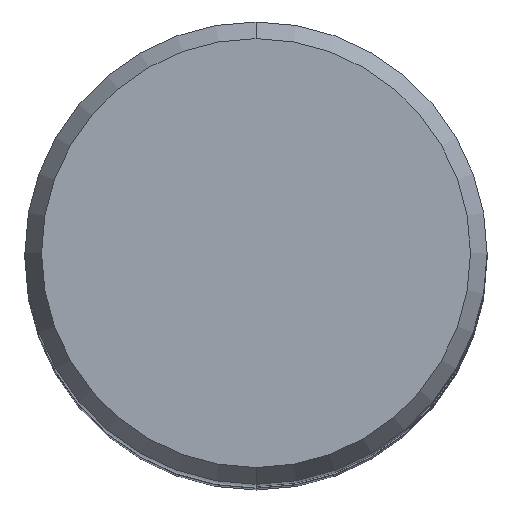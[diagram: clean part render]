
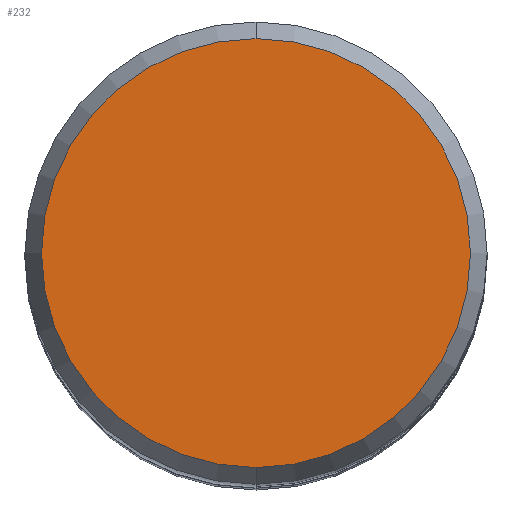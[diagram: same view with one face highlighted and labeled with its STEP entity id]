
A CAD part, top view. The second image highlights one B-rep face of the part: STEP entity #232.
In plain terms, the highlighted planar face has unit normal (0, 0, 1).
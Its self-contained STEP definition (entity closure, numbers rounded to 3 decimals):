
#194=VERTEX_POINT('',#379);
#198=EDGE_CURVE('',#246,#194,#383,.T.);
#232=ADVANCED_FACE('',(#423),#424,.T.);
#246=VERTEX_POINT('',#440);
#256=EDGE_CURVE('',#194,#246,#451,.T.);
#379=CARTESIAN_POINT('',(0.,-8.837,0.01));
#383=CIRCLE('',#597,8.837);
#423=FACE_OUTER_BOUND('',#644,.T.);
#424=PLANE('',#645);
#440=CARTESIAN_POINT('',(0.0,8.837,0.01));
#451=CIRCLE('',#682,8.837);
#597=AXIS2_PLACEMENT_3D('',#804,#805,#806);
#644=EDGE_LOOP('',(#868,#869));
#645=AXIS2_PLACEMENT_3D('',#870,#871,#872);
#682=AXIS2_PLACEMENT_3D('',#908,#909,#910);
#804=CARTESIAN_POINT('',(0.0,0.0,0.01));
#805=DIRECTION('',(0.0,0.0,-1.0));
#806=DIRECTION('',(0.0,1.0,0.0));
#868=ORIENTED_EDGE('',*,*,#198,.F.);
#869=ORIENTED_EDGE('',*,*,#256,.F.);
#870=CARTESIAN_POINT('',(0.0,4.419,0.01));
#871=DIRECTION('',(-0.0,0.0,1.0));
#872=DIRECTION('',(0.0,-1.0,0.0));
#908=CARTESIAN_POINT('',(0.0,0.0,0.01));
#909=DIRECTION('',(0.0,0.0,-1.0));
#910=DIRECTION('',(0.0,1.0,0.0));
